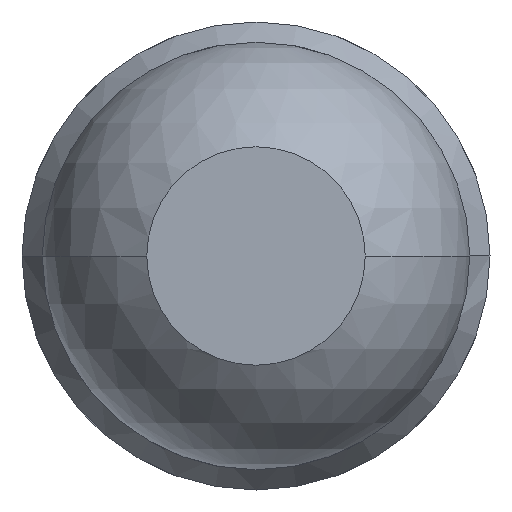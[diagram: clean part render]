
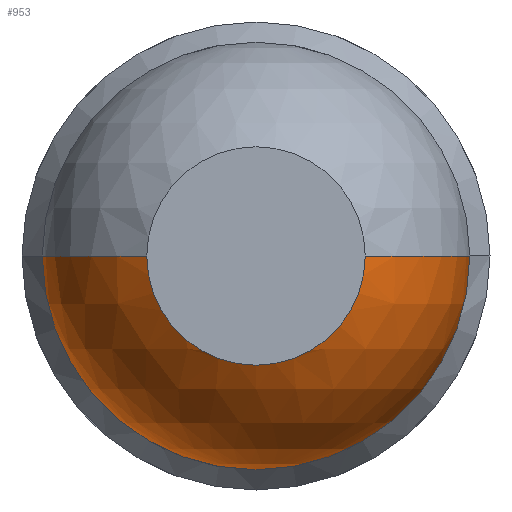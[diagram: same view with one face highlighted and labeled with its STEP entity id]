
A CAD part, front view. The second image highlights one B-rep face of the part: STEP entity #953.
In plain terms, the highlighted spherical face has radius 0.685 mm.
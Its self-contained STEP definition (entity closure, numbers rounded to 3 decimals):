
#131 = CIRCLE ( 'NONE', #2930, 0.35 ) ;
#278 = DIRECTION ( 'NONE',  ( 0., 1., 0. ) ) ;
#317 = DIRECTION ( 'NONE',  ( -1., 0., 0. ) ) ;
#322 = AXIS2_PLACEMENT_3D ( 'NONE', #1584, #278, #1944 ) ;
#462 = DIRECTION ( 'NONE',  ( 0., -1., 0. ) ) ;
#667 = ORIENTED_EDGE ( 'NONE', *, *, #1733, .F. ) ;
#803 = CIRCLE ( 'NONE', #1922, 0.685 ) ;
#856 = EDGE_CURVE ( 'NONE', #946, #3298, #803, .T. ) ;
#946 = VERTEX_POINT ( 'NONE', #1737 ) ;
#953 = ADVANCED_FACE ( 'Defeature ausgef�hrt1_4', ( #1747 ), #1849, .T. ) ;
#976 = ORIENTED_EDGE ( 'NONE', *, *, #2191, .F. ) ;
#1263 = VERTEX_POINT ( 'NONE', #1687 ) ;
#1314 = CARTESIAN_POINT ( 'NONE',  ( 0., -26.411, 0. ) ) ;
#1327 = DIRECTION ( 'NONE',  ( 0., 0., -1. ) ) ;
#1574 = AXIS2_PLACEMENT_3D ( 'NONE', #2802, #462, #2784 ) ;
#1584 = CARTESIAN_POINT ( 'NONE',  ( 0., -26.411, 0. ) ) ;
#1655 = DIRECTION ( 'NONE',  ( 0., 1., 0. ) ) ;
#1673 = DIRECTION ( 'NONE',  ( 1., 0., 0. ) ) ;
#1687 = CARTESIAN_POINT ( 'NONE',  ( 0., -26.411, -0.685 ) ) ;
#1733 = EDGE_CURVE ( 'Defeature ausgef�hrt1_5+Defeature ausgef�hrt1_4+Defeature ausgef�hrt1_4+Defeature ausgef�hrt1_4', #1759, #1263, #4252, .T. ) ;
#1737 = CARTESIAN_POINT ( 'NONE',  ( -0.35, -27., 0. ) ) ;
#1747 = FACE_OUTER_BOUND ( 'NONE', #2162, .T. ) ;
#1749 = DIRECTION ( 'NONE',  ( 1., 0., 0. ) ) ;
#1759 = VERTEX_POINT ( 'NONE', #1917 ) ;
#1767 = AXIS2_PLACEMENT_3D ( 'NONE', #3674, #3985, #1673 ) ;
#1849 = SPHERICAL_SURFACE ( 'NONE', #2665, 0.685 ) ;
#1861 = CARTESIAN_POINT ( 'NONE',  ( 0., -27., -0.35 ) ) ;
#1917 = CARTESIAN_POINT ( 'NONE',  ( 0.685, -26.411, 0. ) ) ;
#1922 = AXIS2_PLACEMENT_3D ( 'NONE', #4301, #2323, #317 ) ;
#1944 = DIRECTION ( 'NONE',  ( 0., 0., 1. ) ) ;
#2059 = ORIENTED_EDGE ( 'NONE', *, *, #3855, .F. ) ;
#2162 = EDGE_LOOP ( 'NONE', ( #2641, #2404, #2962, #667, #2059, #976 ) ) ;
#2191 = EDGE_CURVE ( 'Defeature ausgef�hrt1_25+Defeature ausgef�hrt1_4+Defeature ausgef�hrt1_4+Defeature ausgef�hrt1_4', #3741, #4282, #131, .T. ) ;
#2323 = DIRECTION ( 'NONE',  ( 0., 0., -1. ) ) ;
#2404 = ORIENTED_EDGE ( 'NONE', *, *, #856, .T. ) ;
#2641 = ORIENTED_EDGE ( 'NONE', *, *, #2822, .F. ) ;
#2665 = AXIS2_PLACEMENT_3D ( 'NONE', #2766, #3747, #1749 ) ;
#2766 = CARTESIAN_POINT ( 'NONE',  ( 0., -26.411, 0. ) ) ;
#2784 = DIRECTION ( 'NONE',  ( 0., 0., -1. ) ) ;
#2802 = CARTESIAN_POINT ( 'NONE',  ( 0., -27., 0. ) ) ;
#2822 = EDGE_CURVE ( 'Defeature ausgef�hrt1_25+Defeature ausgef�hrt1_4+Defeature ausgef�hrt1_4+Defeature ausgef�hrt1_4', #946, #3741, #4219, .T. ) ;
#2901 = AXIS2_PLACEMENT_3D ( 'NONE', #1314, #1655, #3684 ) ;
#2930 = AXIS2_PLACEMENT_3D ( 'NONE', #3350, #4293, #1327 ) ;
#2936 = CIRCLE ( 'NONE', #1767, 0.685 ) ;
#2962 = ORIENTED_EDGE ( 'NONE', *, *, #4287, .F. ) ;
#3028 = CARTESIAN_POINT ( 'NONE',  ( 0.35, -27., 0. ) ) ;
#3298 = VERTEX_POINT ( 'NONE', #4218 ) ;
#3350 = CARTESIAN_POINT ( 'NONE',  ( 0., -27., 0. ) ) ;
#3674 = CARTESIAN_POINT ( 'NONE',  ( 0., -26.411, 0. ) ) ;
#3684 = DIRECTION ( 'NONE',  ( 0., 0., 1. ) ) ;
#3741 = VERTEX_POINT ( 'NONE', #1861 ) ;
#3747 = DIRECTION ( 'NONE',  ( 0., 0., -1. ) ) ;
#3855 = EDGE_CURVE ( 'NONE', #4282, #1759, #2936, .T. ) ;
#3985 = DIRECTION ( 'NONE',  ( 0., 0., 1. ) ) ;
#4009 = CIRCLE ( 'NONE', #2901, 0.685 ) ;
#4218 = CARTESIAN_POINT ( 'NONE',  ( -0.685, -26.411, 0. ) ) ;
#4219 = CIRCLE ( 'NONE', #1574, 0.35 ) ;
#4252 = CIRCLE ( 'NONE', #322, 0.685 ) ;
#4282 = VERTEX_POINT ( 'NONE', #3028 ) ;
#4287 = EDGE_CURVE ( 'Defeature ausgef�hrt1_5+Defeature ausgef�hrt1_4+Defeature ausgef�hrt1_4+Defeature ausgef�hrt1_4', #1263, #3298, #4009, .T. ) ;
#4293 = DIRECTION ( 'NONE',  ( 0., -1., 0. ) ) ;
#4301 = CARTESIAN_POINT ( 'NONE',  ( 0., -26.411, 0. ) ) ;
